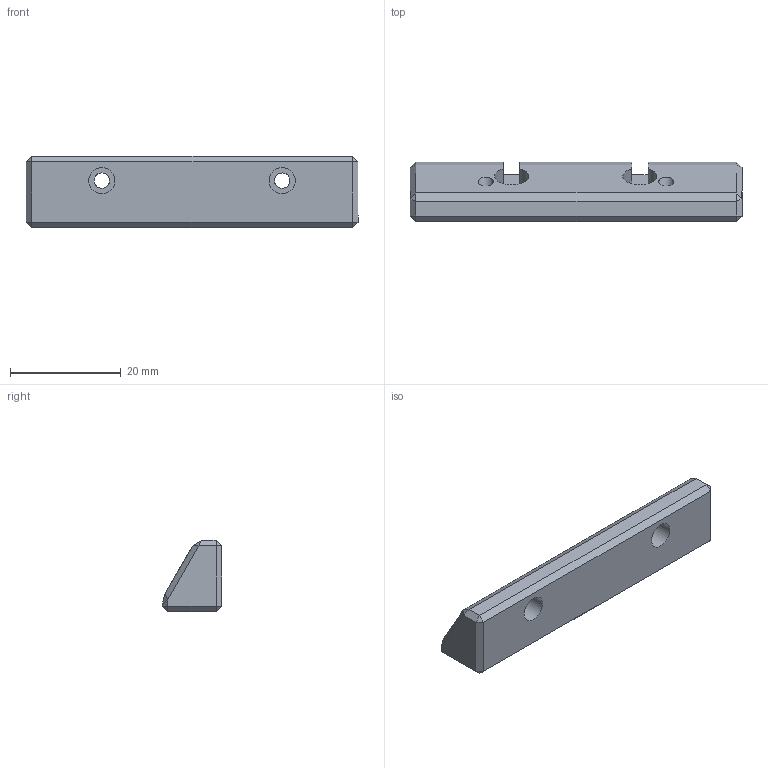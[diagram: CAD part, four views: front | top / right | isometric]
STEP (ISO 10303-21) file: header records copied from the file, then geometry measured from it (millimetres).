
FILE_DESCRIPTION(/* description */ ('','CAx-IF Rec.Pracs.---Representation and Presentation of Product Manufacturing Information (PMI)---4.0---2014-10-13'),/* implementation_level */ '2;1');
FILE_NAME(/* name */ 'Xol_mod_dock_mag_holder_nf_with_cutouts.step',/* time_stamp */ '2024-12-30T02:57:58+01:00',/* author */ (''),/* organization */ (''),/* preprocessor_version */ 'ST-DEVELOPER v20',/* originating_system */ 'Autodesk Translation Framework v13.20.0.188',/* authorisation */ '');
FILE_SCHEMA (('AP242_MANAGED_MODEL_BASED_3D_ENGINEERING_MIM_LF { 1 0 10303 442 1 1 4 }'));
Length unit declared in the file: millimetre
Products named in the file (1): Xol_mod_dock_mag_holder_nf_with_cutouts
Bounding box: 60 x 10.73 x 12.86 mm (x, y, z)
Volume: 5750.7 mm3; surface area: 2885.6 mm2
Topology: 1 solids, 1 shells, 52 faces, 114 edges, 66 vertices
Faces by surface type: plane 46, cylinder 6
Full cylindrical faces by diameter (mm): 2.8 x2, 4.7 x2
Entity records: 1411 total; most frequent: CARTESIAN_POINT 233, DIRECTION 232, ORIENTED_EDGE 228, EDGE_CURVE 114, LINE 102, VECTOR 102, VERTEX_POINT 66, AXIS2_PLACEMENT_3D 65
